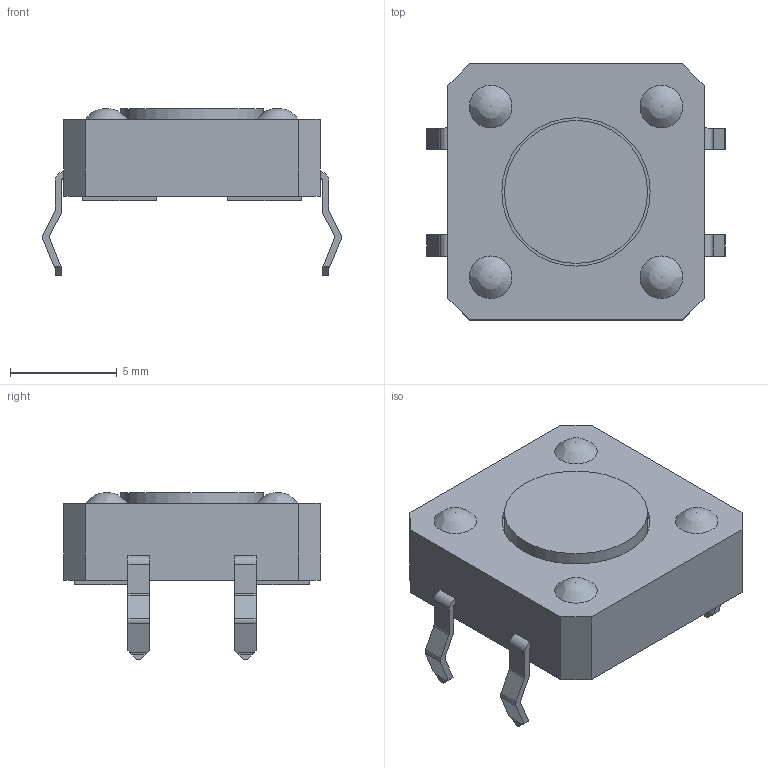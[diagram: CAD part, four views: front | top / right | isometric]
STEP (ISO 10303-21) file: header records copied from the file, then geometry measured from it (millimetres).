
FILE_DESCRIPTION((' '),'2;1');
FILE_NAME('TL1100DFxxxx.stp','2017-07-21T11:40:10',(' '),(' '),' ','ACIS',' ');
FILE_SCHEMA(('CONFIG_CONTROL_DESIGN'));
Length unit declared in the file: inch
Products named in the file (1): TL1100DFxxxx.stp
Bounding box: 14 x 12 x 7.8 mm (x, y, z)
Volume: 457.7 mm3; surface area: 821 mm2
Topology: 1 solids, 1 shells, 231 faces, 603 edges, 398 vertices
Faces by surface type: plane 162, cylinder 60, torus 4, bspline 4, cone 1
Full cylindrical faces by diameter (mm): 3 x1, 4.84 x1, 6.7 x1, 6.95 x1
Entity records: 7105 total; most frequent: CARTESIAN_POINT 1309, ORIENTED_EDGE 1166, DIRECTION 1154, EDGE_CURVE 583, VECTOR 468, LINE 468, VERTEX_POINT 390, AXIS2_PLACEMENT_3D 343
